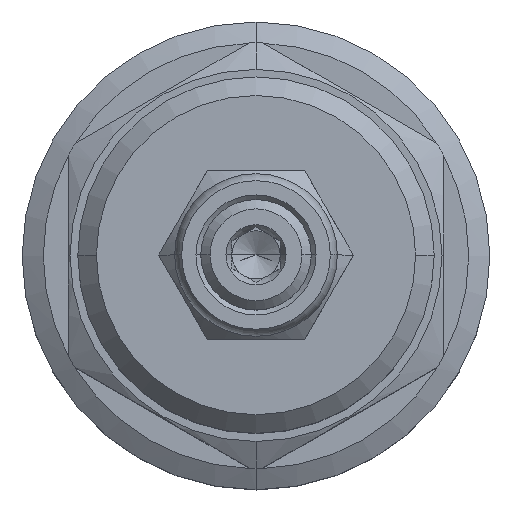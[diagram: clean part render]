
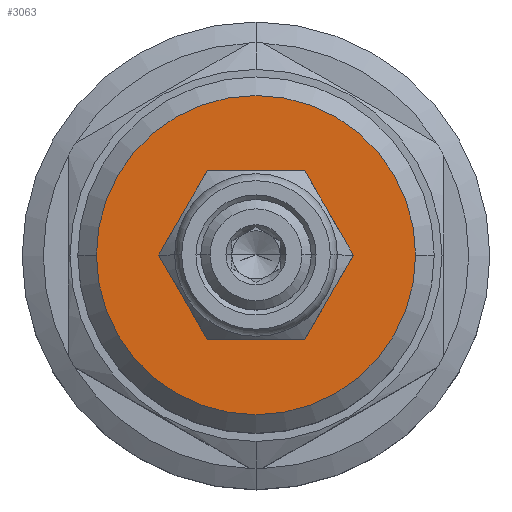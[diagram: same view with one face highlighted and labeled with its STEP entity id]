
A CAD part, top view. The second image highlights one B-rep face of the part: STEP entity #3063.
In plain terms, the highlighted planar face has unit normal (0, 0, 1).
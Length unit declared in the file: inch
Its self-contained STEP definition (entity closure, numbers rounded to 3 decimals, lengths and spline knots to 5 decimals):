
#561=CARTESIAN_POINT('',(0.,0.,1.94));
#562=DIRECTION('',(0.,0.,-1.));
#563=DIRECTION('',(1.,0.,0.));
#564=AXIS2_PLACEMENT_3D('',#561,#562,#563);
#566=CARTESIAN_POINT('',(0.,0.,1.94));
#567=DIRECTION('',(0.,0.,-1.));
#568=DIRECTION('',(-1.,0.,0.));
#569=AXIS2_PLACEMENT_3D('',#566,#567,#568);
#571=CARTESIAN_POINT('',(0.,0.,1.94));
#572=DIRECTION('',(0.,0.,1.));
#573=DIRECTION('',(-1.,0.,0.));
#574=AXIS2_PLACEMENT_3D('',#571,#572,#573);
#576=CARTESIAN_POINT('',(0.,0.,1.94));
#577=DIRECTION('',(0.,0.,1.));
#578=DIRECTION('',(1.,0.,0.));
#579=AXIS2_PLACEMENT_3D('',#576,#577,#578);
#2165=CARTESIAN_POINT('',(0.532,0.,1.94));
#2166=CARTESIAN_POINT('',(-0.532,0.,1.94));
#2167=VERTEX_POINT('',#2165);
#2168=VERTEX_POINT('',#2166);
#2213=CARTESIAN_POINT('',(-0.271,0.,1.94));
#2214=CARTESIAN_POINT('',(0.271,0.,1.94));
#2215=VERTEX_POINT('',#2213);
#2216=VERTEX_POINT('',#2214);
#3047=CARTESIAN_POINT('',(0.,0.,1.94));
#3048=DIRECTION('',(0.,0.,-1.));
#3049=DIRECTION('',(1.,0.,0.));
#3050=AXIS2_PLACEMENT_3D('',#3047,#3048,#3049);
#3051=PLANE('',#3050);
#3053=ORIENTED_EDGE('',*,*,#3052,.T.);
#3055=ORIENTED_EDGE('',*,*,#3054,.T.);
#3056=EDGE_LOOP('',(#3053,#3055));
#3057=FACE_OUTER_BOUND('',#3056,.F.);
#3059=ORIENTED_EDGE('',*,*,#3058,.T.);
#3060=ORIENTED_EDGE('',*,*,#3037,.T.);
#3061=EDGE_LOOP('',(#3059,#3060));
#3062=FACE_BOUND('',#3061,.F.);
#3063=ADVANCED_FACE('',(#3057,#3062),#3051,.F.);
#565=CIRCLE('',#564,0.532);
#570=CIRCLE('',#569,0.532);
#575=CIRCLE('',#574,0.271);
#580=CIRCLE('',#579,0.271);
#3037=EDGE_CURVE('',#2216,#2215,#580,.T.);
#3052=EDGE_CURVE('',#2167,#2168,#565,.T.);
#3054=EDGE_CURVE('',#2168,#2167,#570,.T.);
#3058=EDGE_CURVE('',#2215,#2216,#575,.T.);
